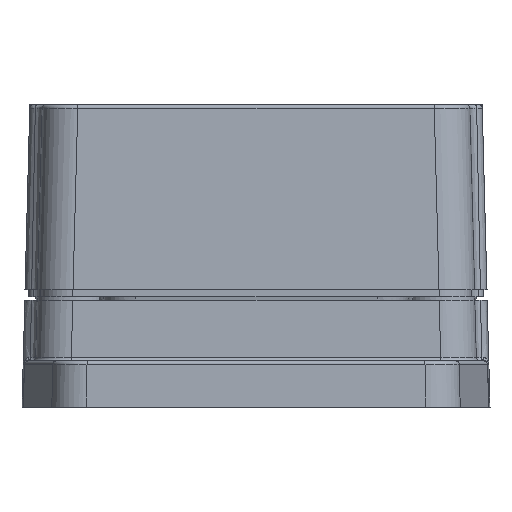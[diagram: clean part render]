
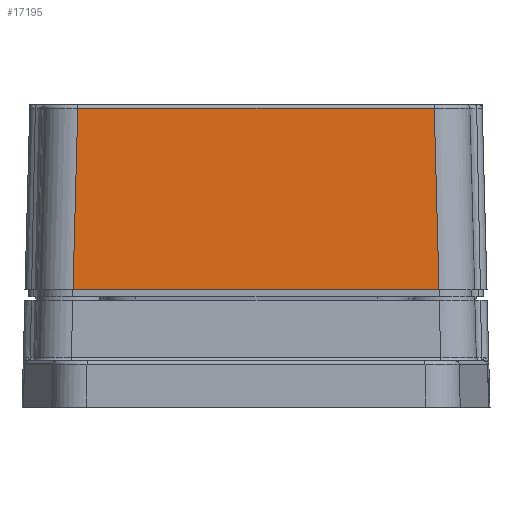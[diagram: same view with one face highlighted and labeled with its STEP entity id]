
A CAD part, front view. The second image highlights one B-rep face of the part: STEP entity #17195.
In plain terms, the highlighted face is planar.
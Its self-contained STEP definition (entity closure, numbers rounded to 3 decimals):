
#2819=FACE_OUTER_BOUND('',#3963,.T.);
#3963=EDGE_LOOP('',(#15233,#15234,#15235,#15236));
#5336=LINE('',#32835,#6673);
#5349=LINE('',#33010,#6686);
#5357=LINE('',#33226,#6694);
#5358=LINE('',#33228,#6695);
#6673=VECTOR('',#22484,51.451);
#6686=VECTOR('',#22547,50.115);
#6694=VECTOR('',#22613,25.531);
#6695=VECTOR('',#22616,25.531);
#8258=VERTEX_POINT('',#32832);
#8259=VERTEX_POINT('',#32834);
#8278=VERTEX_POINT('',#33002);
#8280=VERTEX_POINT('',#33008);
#10595=EDGE_CURVE('',#8259,#8258,#5336,.T.);
#10630=EDGE_CURVE('',#8280,#8278,#5349,.T.);
#10662=EDGE_CURVE('',#8278,#8258,#5357,.T.);
#10663=EDGE_CURVE('',#8259,#8280,#5358,.T.);
#15233=ORIENTED_EDGE('',*,*,#10595,.T.);
#15234=ORIENTED_EDGE('',*,*,#10662,.F.);
#15235=ORIENTED_EDGE('',*,*,#10630,.F.);
#15236=ORIENTED_EDGE('',*,*,#10663,.F.);
#16264=PLANE('',#18617);
#17195=ADVANCED_FACE('',(#2819),#16264,.T.);
#18617=AXIS2_PLACEMENT_3D('',#33227,#22614,#22615);
#22484=DIRECTION('',(1.,0.,0.));
#22547=DIRECTION('',(1.,0.,0.));
#22613=DIRECTION('',(0.026,0.026,0.999));
#22614=DIRECTION('center_axis',(0.,1.,-0.026));
#22615=DIRECTION('ref_axis',(1.,0.,0.));
#22616=DIRECTION('',(0.026,-0.026,-0.999));
#32832=CARTESIAN_POINT('',(45.502,12.1,-1.));
#32834=CARTESIAN_POINT('',(-5.95,12.1,-1.));
#32835=CARTESIAN_POINT('',(36.026,12.1,-1.));
#33002=CARTESIAN_POINT('',(44.833,11.432,-26.513));
#33008=CARTESIAN_POINT('',(-5.281,11.432,-26.513));
#33010=CARTESIAN_POINT('',(36.026,11.432,-26.513));
#33226=CARTESIAN_POINT('',(45.532,12.131,0.176));
#33227=CARTESIAN_POINT('Origin',(52.276,12.127,0.));
#33228=CARTESIAN_POINT('',(-5.936,12.087,-1.523));
